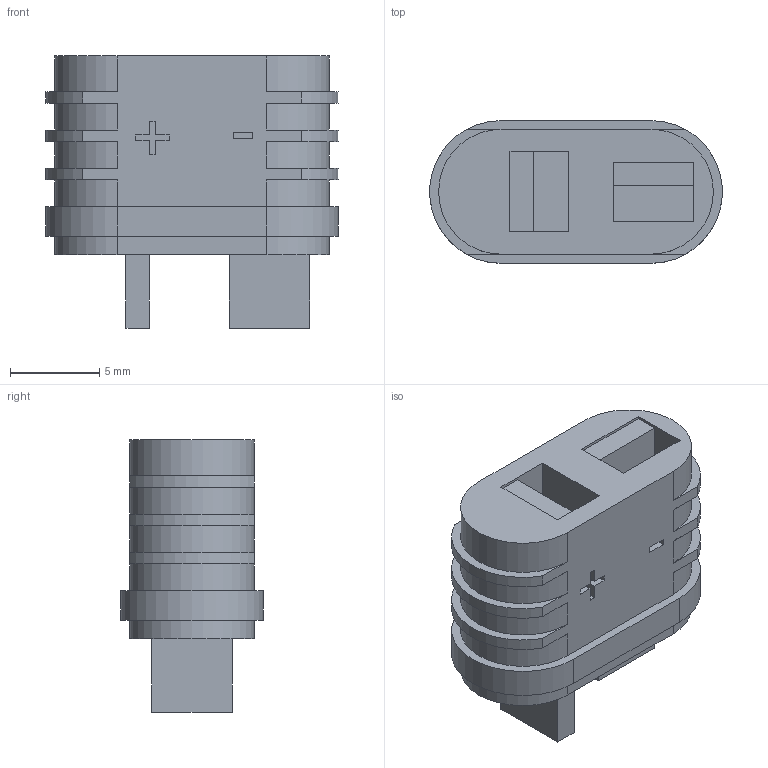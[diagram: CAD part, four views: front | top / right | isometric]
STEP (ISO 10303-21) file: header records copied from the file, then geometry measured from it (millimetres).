
FILE_DESCRIPTION(/* description */ (''),/* implementation_level */ '2;1');
FILE_NAME(/* name */ 'T Plug 40A.step',/* time_stamp */ '2019-09-08T20:54:08+02:00',/* author */ (''),/* organization */ (''),/* preprocessor_version */ 'ST-DEVELOPER v18',/* originating_system */ 'Autodesk Translation Framework v8.6.0.1094',/* authorisation */ '');
FILE_SCHEMA (('AUTOMOTIVE_DESIGN { 1 0 10303 214 3 1 1 }'));
Length unit declared in the file: millimetre
Products named in the file (4): T Plug; Positive Connector; Negative Connector; Isolant
Assembly tree (3 placements, depth 2):
  T Plug
    Positive Connector
    Negative Connector
    Isolant
Bounding box: 16.4 x 8 x 15.25 mm (x, y, z)
Volume: 1022 mm3; surface area: 1418.1 mm2
Topology: 3 solids, 3 shells, 82 faces, 216 edges, 144 vertices
Faces by surface type: plane 64, cylinder 18
Entity records: 2655 total; most frequent: CARTESIAN_POINT 449, ORIENTED_EDGE 432, DIRECTION 430, EDGE_CURVE 216, LINE 180, VECTOR 180, VERTEX_POINT 144, AXIS2_PLACEMENT_3D 125
